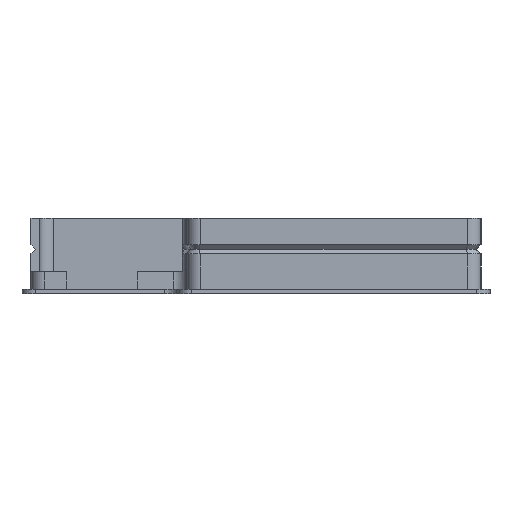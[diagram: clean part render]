
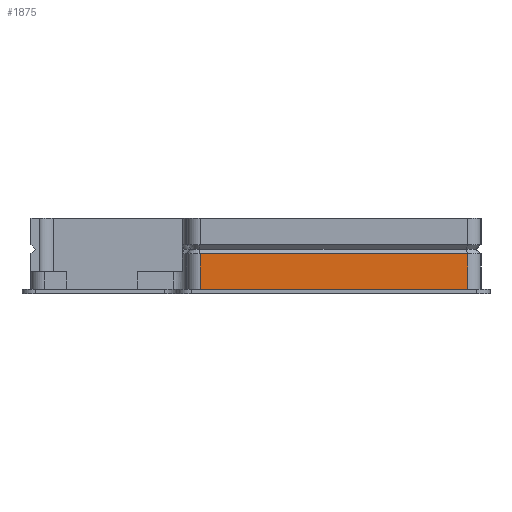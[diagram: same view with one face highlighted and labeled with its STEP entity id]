
A CAD part, left-side view. The second image highlights one B-rep face of the part: STEP entity #1875.
In plain terms, the highlighted planar face has unit normal (-1, 0, 0).
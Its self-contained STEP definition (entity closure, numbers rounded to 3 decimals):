
#219=FACE_OUTER_BOUND('',#329,.T.);
#329=EDGE_LOOP('',(#1639,#1640,#1641,#1642));
#363=LINE('',#2684,#564);
#491=LINE('',#3023,#692);
#501=LINE('',#3060,#702);
#523=LINE('',#3122,#724);
#564=VECTOR('',#2116,10.);
#692=VECTOR('',#2430,10.);
#702=VECTOR('',#2460,10.);
#724=VECTOR('',#2536,10.);
#760=VERTEX_POINT('',#2666);
#763=VERTEX_POINT('',#2681);
#869=VERTEX_POINT('',#3022);
#886=VERTEX_POINT('',#3059);
#938=EDGE_CURVE('',#763,#760,#363,.T.);
#1101=EDGE_CURVE('',#763,#869,#491,.T.);
#1120=EDGE_CURVE('',#869,#886,#501,.T.);
#1152=EDGE_CURVE('',#886,#760,#523,.T.);
#1639=ORIENTED_EDGE('',*,*,#938,.T.);
#1640=ORIENTED_EDGE('',*,*,#1152,.F.);
#1641=ORIENTED_EDGE('',*,*,#1120,.F.);
#1642=ORIENTED_EDGE('',*,*,#1101,.F.);
#1776=PLANE('',#2050);
#1875=ADVANCED_FACE('',(#219),#1776,.T.);
#2050=AXIS2_PLACEMENT_3D('',#3125,#2541,#2542);
#2116=DIRECTION('',(0.,1.,0.));
#2430=DIRECTION('',(0.,0.,-1.));
#2460=DIRECTION('',(0.,1.,0.));
#2536=DIRECTION('',(0.,0.,1.));
#2541=DIRECTION('center_axis',(-1.,0.,0.));
#2542=DIRECTION('ref_axis',(0.,-1.,0.));
#2666=CARTESIAN_POINT('',(-50.,65.,9.));
#2681=CARTESIAN_POINT('',(-50.,5.,9.));
#2684=CARTESIAN_POINT('',(-50.,36.667,9.));
#3022=CARTESIAN_POINT('',(-50.,5.,1.));
#3023=CARTESIAN_POINT('',(-50.,5.,1.));
#3059=CARTESIAN_POINT('',(-50.,65.,1.));
#3060=CARTESIAN_POINT('',(-50.,60.25,1.));
#3122=CARTESIAN_POINT('',(-50.,65.,1.));
#3125=CARTESIAN_POINT('Origin',(-50.,68.,1.));
